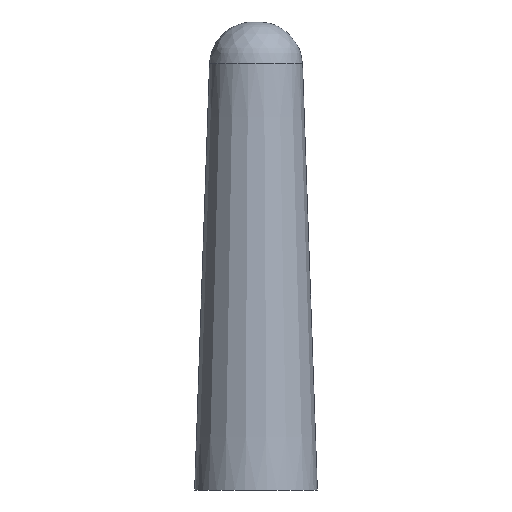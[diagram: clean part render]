
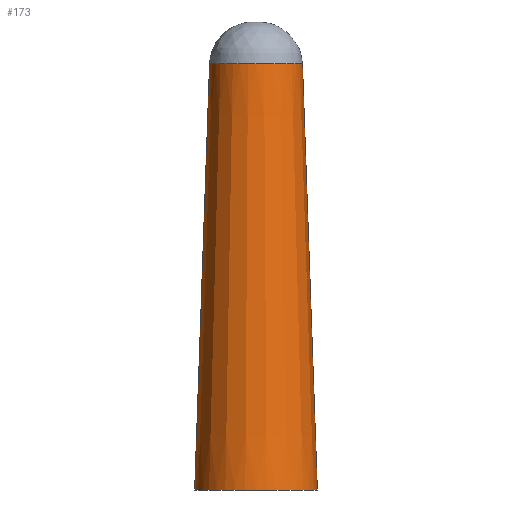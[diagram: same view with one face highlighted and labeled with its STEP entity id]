
A CAD part, front view. The second image highlights one B-rep face of the part: STEP entity #173.
In plain terms, the highlighted conical face has half-angle 2 degrees and reference radius 1.039 mm.
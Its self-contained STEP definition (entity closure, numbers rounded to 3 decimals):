
#15=FACE_BOUND('',#43,.T.);
#17=CONICAL_SURFACE('',#194,1.039,0.035);
#22=(
BOUNDED_CURVE()
B_SPLINE_CURVE(2,(#276,#277,#278),.UNSPECIFIED.,.F.,.F.)
B_SPLINE_CURVE_WITH_KNOTS((3,3),(0.,0.075),.UNSPECIFIED.)
CURVE()
GEOMETRIC_REPRESENTATION_ITEM()
RATIONAL_B_SPLINE_CURVE((1.,1.,1.))
REPRESENTATION_ITEM('')
);
#24=(
BOUNDED_CURVE()
B_SPLINE_CURVE(2,(#285,#286,#287),.UNSPECIFIED.,.F.,.F.)
B_SPLINE_CURVE_WITH_KNOTS((3,3),(0.,0.075),.UNSPECIFIED.)
CURVE()
GEOMETRIC_REPRESENTATION_ITEM()
RATIONAL_B_SPLINE_CURVE((1.,1.,1.))
REPRESENTATION_ITEM('')
);
#30=FACE_OUTER_BOUND('',#42,.T.);
#42=EDGE_LOOP('',(#135,#136,#137,#138,#139));
#43=EDGE_LOOP('',(#140,#141,#142,#143));
#55=LINE('',#329,#61);
#61=VECTOR('',#239,1.039);
#64=CIRCLE('',#184,1.297);
#66=CIRCLE('',#189,1.271);
#69=CIRCLE('',#192,1.072);
#70=CIRCLE('',#193,1.072);
#71=CIRCLE('',#195,1.416);
#78=VERTEX_POINT('',#264);
#79=VERTEX_POINT('',#266);
#81=VERTEX_POINT('',#274);
#83=VERTEX_POINT('',#284);
#85=VERTEX_POINT('',#321);
#86=VERTEX_POINT('',#323);
#87=VERTEX_POINT('',#327);
#93=EDGE_CURVE('',#79,#78,#64,.T.);
#97=EDGE_CURVE('',#78,#81,#22,.T.);
#99=EDGE_CURVE('',#83,#79,#24,.T.);
#102=EDGE_CURVE('',#81,#83,#66,.T.);
#105=EDGE_CURVE('',#85,#86,#69,.T.);
#106=EDGE_CURVE('',#86,#85,#70,.T.);
#107=EDGE_CURVE('',#87,#87,#71,.T.);
#108=EDGE_CURVE('',#87,#86,#55,.T.);
#135=ORIENTED_EDGE('',*,*,#107,.T.);
#136=ORIENTED_EDGE('',*,*,#108,.T.);
#137=ORIENTED_EDGE('',*,*,#105,.F.);
#138=ORIENTED_EDGE('',*,*,#106,.F.);
#139=ORIENTED_EDGE('',*,*,#108,.F.);
#140=ORIENTED_EDGE('',*,*,#97,.T.);
#141=ORIENTED_EDGE('',*,*,#102,.T.);
#142=ORIENTED_EDGE('',*,*,#99,.T.);
#143=ORIENTED_EDGE('',*,*,#93,.T.);
#173=ADVANCED_FACE('',(#30,#15),#17,.T.);
#184=AXIS2_PLACEMENT_3D('',#267,#212,#213);
#189=AXIS2_PLACEMENT_3D('',#291,#225,#226);
#192=AXIS2_PLACEMENT_3D('',#324,#231,#232);
#193=AXIS2_PLACEMENT_3D('',#325,#233,#234);
#194=AXIS2_PLACEMENT_3D('',#326,#235,#236);
#195=AXIS2_PLACEMENT_3D('',#328,#237,#238);
#212=DIRECTION('center_axis',(0.,0.,-1.));
#213=DIRECTION('ref_axis',(-1.,0.,0.));
#225=DIRECTION('center_axis',(0.,0.,1.));
#226=DIRECTION('ref_axis',(-1.,0.,0.));
#231=DIRECTION('center_axis',(0.,0.,1.));
#232=DIRECTION('ref_axis',(-1.,0.,0.));
#233=DIRECTION('center_axis',(0.,0.,1.));
#234=DIRECTION('ref_axis',(-1.,0.,0.));
#235=DIRECTION('center_axis',(0.,0.,-1.));
#236=DIRECTION('ref_axis',(-1.,0.,0.));
#237=DIRECTION('center_axis',(0.,0.,1.));
#238=DIRECTION('ref_axis',(-1.,0.,0.));
#239=DIRECTION('',(-0.035,0.,0.999));
#264=CARTESIAN_POINT('',(-22.802,-42.63,5.602));
#266=CARTESIAN_POINT('',(-24.879,-42.63,5.602));
#267=CARTESIAN_POINT('Origin',(-23.84,-43.407,5.602));
#274=CARTESIAN_POINT('',(-22.802,-42.675,6.352));
#276=CARTESIAN_POINT('Ctrl Pts',(-22.802,-42.63,5.602));
#277=CARTESIAN_POINT('Ctrl Pts',(-22.802,-42.653,5.988));
#278=CARTESIAN_POINT('Ctrl Pts',(-22.802,-42.675,6.352));
#284=CARTESIAN_POINT('',(-24.879,-42.675,6.352));
#285=CARTESIAN_POINT('Ctrl Pts',(-24.879,-42.675,6.352));
#286=CARTESIAN_POINT('Ctrl Pts',(-24.879,-42.653,5.988));
#287=CARTESIAN_POINT('Ctrl Pts',(-24.879,-42.63,5.602));
#291=CARTESIAN_POINT('Origin',(-23.84,-43.407,6.352));
#321=CARTESIAN_POINT('',(-24.913,-43.407,12.035));
#323=CARTESIAN_POINT('',(-22.768,-43.407,12.035));
#324=CARTESIAN_POINT('Origin',(-23.84,-43.407,12.035));
#325=CARTESIAN_POINT('Origin',(-23.84,-43.407,12.035));
#326=CARTESIAN_POINT('Origin',(-23.84,-43.407,13.));
#327=CARTESIAN_POINT('',(-22.425,-43.407,2.2));
#328=CARTESIAN_POINT('Origin',(-23.84,-43.407,2.2));
#329=CARTESIAN_POINT('',(-22.802,-43.407,13.));
